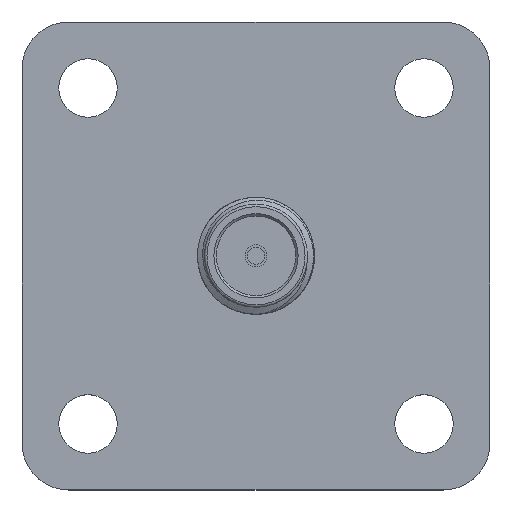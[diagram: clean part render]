
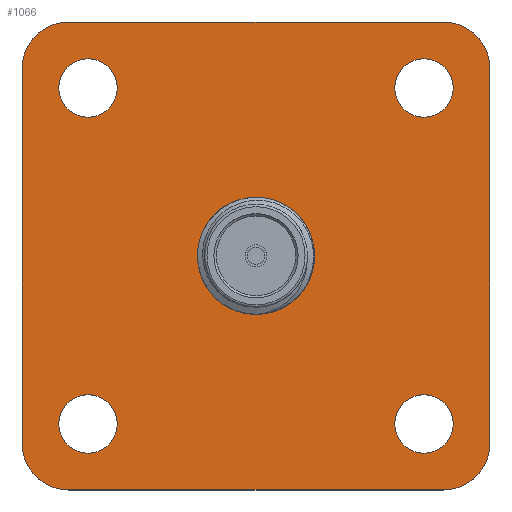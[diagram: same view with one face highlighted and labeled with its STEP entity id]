
A CAD part, top view. The second image highlights one B-rep face of the part: STEP entity #1066.
In plain terms, the highlighted planar face has unit normal (0, 0, 1).
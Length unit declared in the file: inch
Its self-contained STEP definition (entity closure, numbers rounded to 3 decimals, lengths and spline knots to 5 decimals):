
#10 = CARTESIAN_POINT ( 'NONE',  ( 0.4215, -0.359, -0.31 ) ) ;
#19 = CARTESIAN_POINT ( 'NONE',  ( -0.5, 0.4, -0.31 ) ) ;
#24 = VERTEX_POINT ( 'NONE', #19 ) ;
#39 = ORIENTED_EDGE ( 'NONE', *, *, #254, .T. ) ;
#43 = VERTEX_POINT ( 'NONE', #1811 ) ;
#48 = EDGE_CURVE ( 'NONE', #2178, #2178, #2441, .T. ) ;
#69 = EDGE_LOOP ( 'NONE', ( #2631 ) ) ;
#105 = CIRCLE ( 'NONE', #1961, 0.1 ) ;
#110 = AXIS2_PLACEMENT_3D ( 'NONE', #612, #3205, #690 ) ;
#146 = FACE_BOUND ( 'NONE', #1754, .T. ) ;
#147 = CARTESIAN_POINT ( 'NONE',  ( 0.5, 0.4, -0.31 ) ) ;
#170 = AXIS2_PLACEMENT_3D ( 'NONE', #1926, #1941, #2956 ) ;
#190 = CARTESIAN_POINT ( 'NONE',  ( -0.5, -0.5, -0.31 ) ) ;
#213 = CARTESIAN_POINT ( 'NONE',  ( -0.5, -0.5, -0.31 ) ) ;
#223 = ORIENTED_EDGE ( 'NONE', *, *, #1121, .T. ) ;
#244 = CARTESIAN_POINT ( 'NONE',  ( -0.4, -0.5, -0.31 ) ) ;
#254 = EDGE_CURVE ( 'NONE', #458, #1229, #1174, .T. ) ;
#270 = ORIENTED_EDGE ( 'NONE', *, *, #2560, .F. ) ;
#274 = EDGE_CURVE ( 'NONE', #882, #2592, #105, .T. ) ;
#386 = CIRCLE ( 'NONE', #758, 0.0625 ) ;
#387 = ORIENTED_EDGE ( 'NONE', *, *, #1846, .T. ) ;
#411 = CARTESIAN_POINT ( 'NONE',  ( 0.4, 0.5, -0.31 ) ) ;
#419 = EDGE_LOOP ( 'NONE', ( #1570, #223, #1424, #2751, #39, #387, #2121, #1618 ) ) ;
#429 = DIRECTION ( 'NONE',  ( 0., 0., 1. ) ) ;
#458 = VERTEX_POINT ( 'NONE', #244 ) ;
#485 = ORIENTED_EDGE ( 'NONE', *, *, #3148, .F. ) ;
#538 = EDGE_CURVE ( 'NONE', #2683, #882, #1813, .T. ) ;
#562 = CARTESIAN_POINT ( 'NONE',  ( -0.5, -0.4, -0.31 ) ) ;
#612 = CARTESIAN_POINT ( 'NONE',  ( 0.359, -0.359, -0.31 ) ) ;
#613 = DIRECTION ( 'NONE',  ( 1., 0., 0. ) ) ;
#628 = CARTESIAN_POINT ( 'NONE',  ( 0., 0., -0.31 ) ) ;
#660 = DIRECTION ( 'NONE',  ( 0., 0., 1. ) ) ;
#661 = DIRECTION ( 'NONE',  ( -1., 0., 0. ) ) ;
#686 = LINE ( 'NONE', #1688, #2649 ) ;
#690 = DIRECTION ( 'NONE',  ( 1., 0., 0. ) ) ;
#703 = VECTOR ( 'NONE', #1201, 39.37008 ) ;
#720 = EDGE_LOOP ( 'NONE', ( #2984 ) ) ;
#752 = AXIS2_PLACEMENT_3D ( 'NONE', #1629, #429, #930 ) ;
#758 = AXIS2_PLACEMENT_3D ( 'NONE', #945, #1680, #2640 ) ;
#761 = CARTESIAN_POINT ( 'NONE',  ( 0.4, -0.5, -0.31 ) ) ;
#779 = EDGE_CURVE ( 'NONE', #1457, #458, #1641, .T. ) ;
#791 = CARTESIAN_POINT ( 'NONE',  ( -0.125, 0., -0.31 ) ) ;
#801 = EDGE_CURVE ( 'NONE', #2592, #1655, #686, .T. ) ;
#882 = VERTEX_POINT ( 'NONE', #147 ) ;
#912 = CIRCLE ( 'NONE', #752, 0.1 ) ;
#928 = DIRECTION ( 'NONE',  ( 0., 0., 1. ) ) ;
#930 = DIRECTION ( 'NONE',  ( -1., 0., 0. ) ) ;
#937 = EDGE_LOOP ( 'NONE', ( #3001 ) ) ;
#945 = CARTESIAN_POINT ( 'NONE',  ( 0.359, 0.359, -0.31 ) ) ;
#954 = DIRECTION ( 'NONE',  ( 0., 0., 1. ) ) ;
#1030 = CARTESIAN_POINT ( 'NONE',  ( -0.359, -0.359, -0.31 ) ) ;
#1066 = ADVANCED_FACE ( 'NONE', ( #2145, #2895, #2414, #1401, #146, #3194 ), #1436, .F. ) ;
#1102 = DIRECTION ( 'NONE',  ( 0., 1., 0. ) ) ;
#1121 = EDGE_CURVE ( 'NONE', #1655, #24, #912, .T. ) ;
#1174 = LINE ( 'NONE', #213, #1585 ) ;
#1201 = DIRECTION ( 'NONE',  ( 0., -1., 0. ) ) ;
#1208 = DIRECTION ( 'NONE',  ( 1., 0., 0. ) ) ;
#1229 = VERTEX_POINT ( 'NONE', #761 ) ;
#1247 = CARTESIAN_POINT ( 'NONE',  ( 0.4, -0.4, -0.31 ) ) ;
#1335 = CIRCLE ( 'NONE', #3187, 0.125 ) ;
#1349 = DIRECTION ( 'NONE',  ( 0., 0., 1. ) ) ;
#1401 = FACE_BOUND ( 'NONE', #3012, .T. ) ;
#1424 = ORIENTED_EDGE ( 'NONE', *, *, #1786, .T. ) ;
#1436 = PLANE ( 'NONE',  #2864 ) ;
#1457 = VERTEX_POINT ( 'NONE', #562 ) ;
#1519 = EDGE_CURVE ( 'NONE', #2028, #2028, #2278, .T. ) ;
#1546 = VERTEX_POINT ( 'NONE', #791 ) ;
#1570 = ORIENTED_EDGE ( 'NONE', *, *, #801, .T. ) ;
#1585 = VECTOR ( 'NONE', #1208, 39.37008 ) ;
#1618 = ORIENTED_EDGE ( 'NONE', *, *, #274, .T. ) ;
#1629 = CARTESIAN_POINT ( 'NONE',  ( -0.4, 0.4, -0.31 ) ) ;
#1641 = CIRCLE ( 'NONE', #170, 0.1 ) ;
#1655 = VERTEX_POINT ( 'NONE', #1740 ) ;
#1680 = DIRECTION ( 'NONE',  ( 0., 0., 1. ) ) ;
#1688 = CARTESIAN_POINT ( 'NONE',  ( -0.5, 0.5, -0.31 ) ) ;
#1740 = CARTESIAN_POINT ( 'NONE',  ( -0.4, 0.5, -0.31 ) ) ;
#1745 = VECTOR ( 'NONE', #1102, 39.37008 ) ;
#1754 = EDGE_LOOP ( 'NONE', ( #270 ) ) ;
#1786 = EDGE_CURVE ( 'NONE', #24, #1457, #2722, .T. ) ;
#1811 = CARTESIAN_POINT ( 'NONE',  ( -0.2965, 0.359, -0.31 ) ) ;
#1813 = LINE ( 'NONE', #2589, #1745 ) ;
#1846 = EDGE_CURVE ( 'NONE', #1229, #2683, #2760, .T. ) ;
#1856 = AXIS2_PLACEMENT_3D ( 'NONE', #2910, #660, #1932 ) ;
#1914 = AXIS2_PLACEMENT_3D ( 'NONE', #1247, #954, #2971 ) ;
#1915 = CARTESIAN_POINT ( 'NONE',  ( 0., 0., -0.31 ) ) ;
#1926 = CARTESIAN_POINT ( 'NONE',  ( -0.4, -0.4, -0.31 ) ) ;
#1932 = DIRECTION ( 'NONE',  ( 1., 0., 0. ) ) ;
#1935 = DIRECTION ( 'NONE',  ( 0., -1., 0. ) ) ;
#1941 = DIRECTION ( 'NONE',  ( 0., 0., 1. ) ) ;
#1961 = AXIS2_PLACEMENT_3D ( 'NONE', #3237, #928, #2662 ) ;
#2028 = VERTEX_POINT ( 'NONE', #10 ) ;
#2121 = ORIENTED_EDGE ( 'NONE', *, *, #538, .T. ) ;
#2145 = FACE_BOUND ( 'NONE', #720, .T. ) ;
#2178 = VERTEX_POINT ( 'NONE', #2930 ) ;
#2246 = CARTESIAN_POINT ( 'NONE',  ( 0.5, -0.4, -0.31 ) ) ;
#2278 = CIRCLE ( 'NONE', #110, 0.0625 ) ;
#2414 = FACE_BOUND ( 'NONE', #937, .T. ) ;
#2436 = AXIS2_PLACEMENT_3D ( 'NONE', #1030, #1349, #613 ) ;
#2441 = CIRCLE ( 'NONE', #2436, 0.0625 ) ;
#2560 = EDGE_CURVE ( 'NONE', #1546, #1546, #1335, .T. ) ;
#2589 = CARTESIAN_POINT ( 'NONE',  ( 0.5, -0.5, -0.31 ) ) ;
#2592 = VERTEX_POINT ( 'NONE', #411 ) ;
#2600 = EDGE_CURVE ( 'NONE', #3251, #3251, #386, .T. ) ;
#2631 = ORIENTED_EDGE ( 'NONE', *, *, #48, .F. ) ;
#2640 = DIRECTION ( 'NONE',  ( 1., 0., 0. ) ) ;
#2649 = VECTOR ( 'NONE', #2701, 39.37008 ) ;
#2662 = DIRECTION ( 'NONE',  ( -1., 0., 0. ) ) ;
#2683 = VERTEX_POINT ( 'NONE', #2246 ) ;
#2701 = DIRECTION ( 'NONE',  ( -1., 0., 0. ) ) ;
#2722 = LINE ( 'NONE', #190, #703 ) ;
#2751 = ORIENTED_EDGE ( 'NONE', *, *, #779, .T. ) ;
#2760 = CIRCLE ( 'NONE', #1914, 0.1 ) ;
#2864 = AXIS2_PLACEMENT_3D ( 'NONE', #628, #3174, #1935 ) ;
#2895 = FACE_BOUND ( 'NONE', #69, .T. ) ;
#2910 = CARTESIAN_POINT ( 'NONE',  ( -0.359, 0.359, -0.31 ) ) ;
#2930 = CARTESIAN_POINT ( 'NONE',  ( -0.2965, -0.359, -0.31 ) ) ;
#2931 = DIRECTION ( 'NONE',  ( 0., 0., 1. ) ) ;
#2956 = DIRECTION ( 'NONE',  ( -1., 0., 0. ) ) ;
#2971 = DIRECTION ( 'NONE',  ( -1., 0., 0. ) ) ;
#2977 = CIRCLE ( 'NONE', #1856, 0.0625 ) ;
#2984 = ORIENTED_EDGE ( 'NONE', *, *, #1519, .F. ) ;
#3001 = ORIENTED_EDGE ( 'NONE', *, *, #2600, .F. ) ;
#3012 = EDGE_LOOP ( 'NONE', ( #485 ) ) ;
#3038 = CARTESIAN_POINT ( 'NONE',  ( 0.4215, 0.359, -0.31 ) ) ;
#3148 = EDGE_CURVE ( 'NONE', #43, #43, #2977, .T. ) ;
#3174 = DIRECTION ( 'NONE',  ( 0., 0., -1. ) ) ;
#3187 = AXIS2_PLACEMENT_3D ( 'NONE', #1915, #2931, #661 ) ;
#3194 = FACE_OUTER_BOUND ( 'NONE', #419, .T. ) ;
#3205 = DIRECTION ( 'NONE',  ( 0., 0., 1. ) ) ;
#3237 = CARTESIAN_POINT ( 'NONE',  ( 0.4, 0.4, -0.31 ) ) ;
#3251 = VERTEX_POINT ( 'NONE', #3038 ) ;
